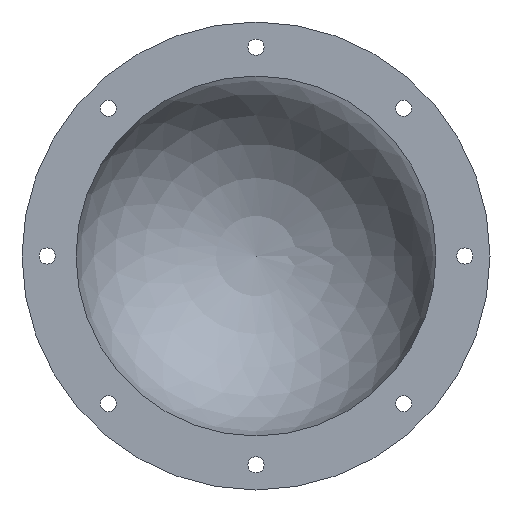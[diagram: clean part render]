
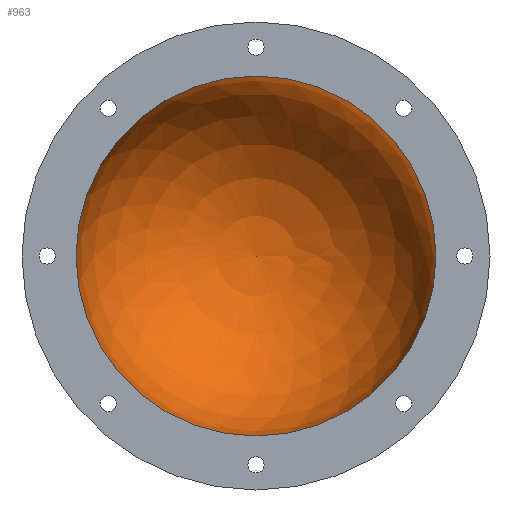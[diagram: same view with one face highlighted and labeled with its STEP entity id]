
A CAD part, front view. The second image highlights one B-rep face of the part: STEP entity #963.
In plain terms, the highlighted spherical face has radius 50 mm.
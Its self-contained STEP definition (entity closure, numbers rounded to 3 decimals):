
#885 = CYLINDRICAL_SURFACE('',#886,50.);
#886 = AXIS2_PLACEMENT_3D('',#887,#888,#889);
#887 = CARTESIAN_POINT('',(0.,0.,0.));
#888 = DIRECTION('',(0.,1.,0.));
#889 = DIRECTION('',(1.,0.,0.));
#914 = VERTEX_POINT('',#915);
#915 = CARTESIAN_POINT('',(50.,1.5,0.));
#936 = EDGE_CURVE('',#914,#914,#937,.T.);
#937 = SURFACE_CURVE('',#938,(#943,#950),.PCURVE_S1.);
#938 = CIRCLE('',#939,50.);
#939 = AXIS2_PLACEMENT_3D('',#940,#941,#942);
#940 = CARTESIAN_POINT('',(0.,1.5,0.));
#941 = DIRECTION('',(0.,-1.,0.));
#942 = DIRECTION('',(1.,0.,0.));
#943 = PCURVE('',#885,#944);
#944 = DEFINITIONAL_REPRESENTATION('',(#945),#949);
#945 = LINE('',#946,#947);
#946 = CARTESIAN_POINT('',(-0.,1.5));
#947 = VECTOR('',#948,1.);
#948 = DIRECTION('',(-1.,0.));
#949 = ( GEOMETRIC_REPRESENTATION_CONTEXT(2) 
PARAMETRIC_REPRESENTATION_CONTEXT() REPRESENTATION_CONTEXT('2D SPACE',''
  ) );
#950 = PCURVE('',#951,#956);
#951 = SPHERICAL_SURFACE('',#952,50.);
#952 = AXIS2_PLACEMENT_3D('',#953,#954,#955);
#953 = CARTESIAN_POINT('',(0.,1.5,0.));
#954 = DIRECTION('',(0.,1.,0.));
#955 = DIRECTION('',(1.,0.,0.));
#956 = DEFINITIONAL_REPRESENTATION('',(#957),#961);
#957 = LINE('',#958,#959);
#958 = CARTESIAN_POINT('',(-0.,0.));
#959 = VECTOR('',#960,1.);
#960 = DIRECTION('',(-1.,0.));
#961 = ( GEOMETRIC_REPRESENTATION_CONTEXT(2) 
PARAMETRIC_REPRESENTATION_CONTEXT() REPRESENTATION_CONTEXT('2D SPACE',''
  ) );
#963 = ADVANCED_FACE('',(#964),#951,.F.);
#964 = FACE_BOUND('',#965,.T.);
#965 = EDGE_LOOP('',(#966,#967,#991));
#966 = ORIENTED_EDGE('',*,*,#936,.T.);
#967 = ORIENTED_EDGE('',*,*,#968,.T.);
#968 = EDGE_CURVE('',#914,#969,#971,.T.);
#969 = VERTEX_POINT('',#970);
#970 = CARTESIAN_POINT('',(0.,51.5,0.));
#971 = SEAM_CURVE('',#972,(#977,#984),.PCURVE_S1.);
#972 = CIRCLE('',#973,50.);
#973 = AXIS2_PLACEMENT_3D('',#974,#975,#976);
#974 = CARTESIAN_POINT('',(0.,1.5,0.));
#975 = DIRECTION('',(0.,0.,1.));
#976 = DIRECTION('',(1.,0.,0.));
#977 = PCURVE('',#951,#978);
#978 = DEFINITIONAL_REPRESENTATION('',(#979),#983);
#979 = LINE('',#980,#981);
#980 = CARTESIAN_POINT('',(-0.,0.));
#981 = VECTOR('',#982,1.);
#982 = DIRECTION('',(-0.,1.));
#983 = ( GEOMETRIC_REPRESENTATION_CONTEXT(2) 
PARAMETRIC_REPRESENTATION_CONTEXT() REPRESENTATION_CONTEXT('2D SPACE',''
  ) );
#984 = PCURVE('',#951,#985);
#985 = DEFINITIONAL_REPRESENTATION('',(#986),#990);
#986 = LINE('',#987,#988);
#987 = CARTESIAN_POINT('',(-6.283,0.));
#988 = VECTOR('',#989,1.);
#989 = DIRECTION('',(-0.,1.));
#990 = ( GEOMETRIC_REPRESENTATION_CONTEXT(2) 
PARAMETRIC_REPRESENTATION_CONTEXT() REPRESENTATION_CONTEXT('2D SPACE',''
  ) );
#991 = ORIENTED_EDGE('',*,*,#968,.F.);
